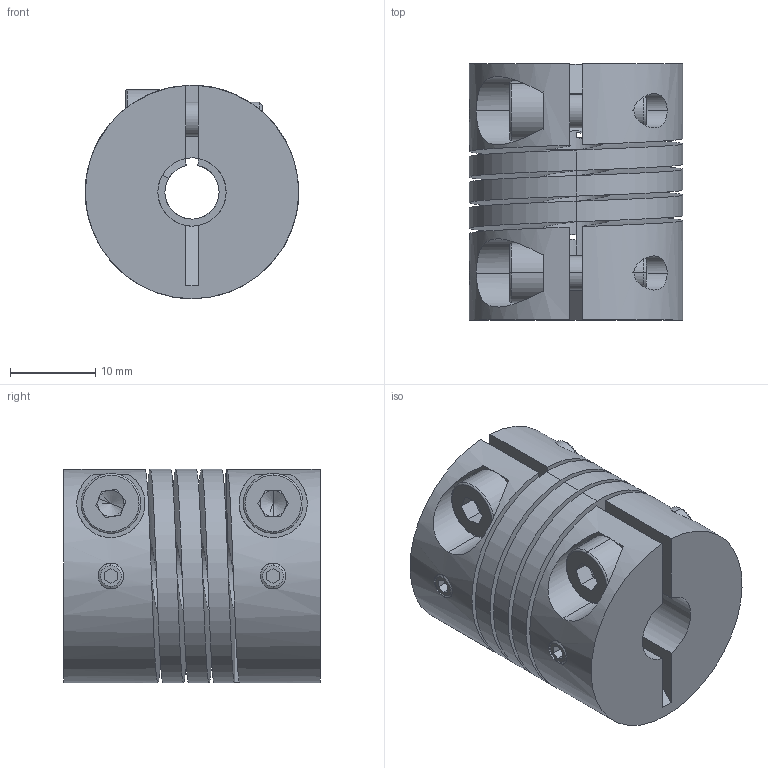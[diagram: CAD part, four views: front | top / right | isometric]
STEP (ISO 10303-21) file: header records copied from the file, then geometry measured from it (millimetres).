
FILE_DESCRIPTION (( 'STEP AP203' ), '1' );
FILE_NAME ('Copler_screw_6.35mm_8mm.STEP', '2022-04-25T12:06:52', ( '' ), ( '' ), 'SwSTEP 2.0', 'SolidWorks 2019', '' );
FILE_SCHEMA (( 'CONFIG_CONTROL_DESIGN' ));
Length unit declared in the file: millimetre
Products named in the file (4): Copler_6.35mm_8mm; ISO 4026 - M3 x 8-N_ISO 4026 - M3 x 8-N; ISO 4762 M4 x 12 - 12N_ISO 4762 M4 x 12 - 12N; Copler_screw_6.35mm_8mm
Assembly tree (5 placements, depth 2):
  Copler_screw_6.35mm_8mm
    Copler_6.35mm_8mm
    ISO 4762 M4 x 12 - 12N_ISO 4762 M4 x 12 - 12N  x2
    ISO 4026 - M3 x 8-N_ISO 4026 - M3 x 8-N  x2
Bounding box: 25 x 30 x 25 mm (x, y, z)
Volume: 11748.9 mm3; surface area: 8985.9 mm2
Topology: 5 solids, 5 shells, 143 faces, 339 edges, 210 vertices
Faces by surface type: plane 67, cylinder 48, cone 16, torus 8, bspline 4
Entity records: 4797 total; most frequent: CARTESIAN_POINT 2062, ORIENTED_EDGE 494, DIRECTION 450, EDGE_CURVE 247, AXIS2_PLACEMENT_3D 165, VERTEX_POINT 157, LINE 120, VECTOR 120
